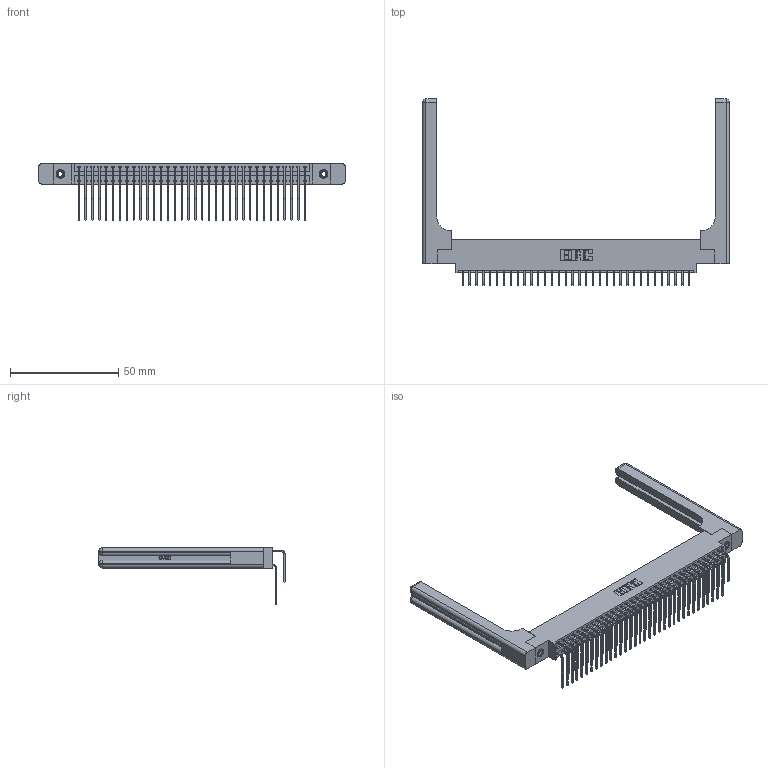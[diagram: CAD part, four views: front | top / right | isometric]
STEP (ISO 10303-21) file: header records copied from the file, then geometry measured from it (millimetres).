
FILE_DESCRIPTION (( 'STEP AP203' ), '1' );
FILE_NAME ('396-068-559-858.STEP', '2019-11-03T11:02:10', ( '' ), ( '' ), 'SwSTEP 2.0', 'SolidWorks 2016', '' );
FILE_SCHEMA (( 'CONFIG_CONTROL_DESIGN' ));
Length unit declared in the file: inch
Products named in the file (6): 346-220-058_345-220-058; 345-292-001_559 Tail - 2; 345-250-001_345-250-001-102; 345-292-001_558 559 Tail - 1; 346 Part_0.170 Offset - 0.156 Dia-TH; 396-068-559-858
Assembly tree (73 placements, depth 2):
  396-068-559-858
    346 Part_0.170 Offset - 0.156 Dia-TH
    345-292-001_558 559 Tail - 1  x34
    345-292-001_559 Tail - 2  x34
    345-250-001_345-250-001-102  x2
    346-220-058_345-220-058  x2
Bounding box: 142.01 x 86.17 x 26.16 mm (x, y, z)
Volume: 21517.6 mm3; surface area: 26184.6 mm2
Topology: 73 solids, 73 shells, 4054 faces, 11955 edges, 7858 vertices
Faces by surface type: plane 2744, cylinder 1250, bspline 36, cone 12, sphere 8, torus 4
Entity records: 30364 total; most frequent: CARTESIAN_POINT 6076, ORIENTED_EDGE 4756, DIRECTION 4310, EDGE_CURVE 2378, VECTOR 1978, LINE 1978, VERTEX_POINT 1574, AXIS2_PLACEMENT_3D 1166
